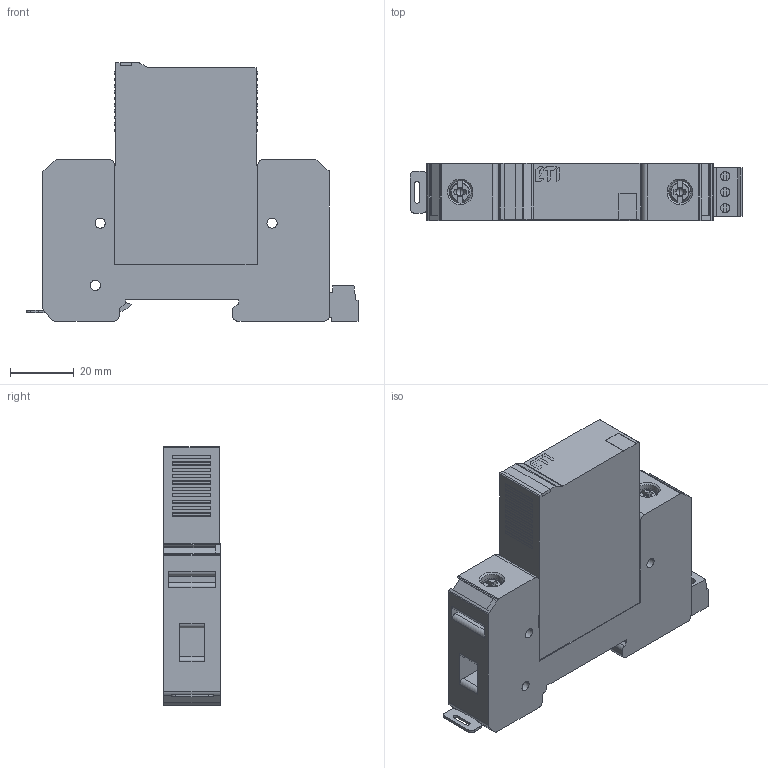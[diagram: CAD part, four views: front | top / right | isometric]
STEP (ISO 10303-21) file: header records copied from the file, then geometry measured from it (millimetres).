
FILE_DESCRIPTION((''),'2;1');
FILE_NAME('ASM0034_ASM','2021-02-01T',('marketing.praksa'),('Audax d.o.o.'),'CREO PARAMETRIC BY PTC INC, 2017480','CREO PARAMETRIC BY PTC INC, 2017480','');
FILE_SCHEMA(('AUTOMOTIVE_DESIGN { 1 0 10303 214 1 1 1 1 }'));
Products named in the file (27): ETITEC_V_T12_28012_5_1_0_1_1_15; ASM0006_ASM_1_ASM_1_1_2_3_ASM_1_ASM; FOR_DIN_1_1_2_3_4_5_1_1; FOR_DIN_1_1_2_3_4_5_2_1; FOR_DIN_1_1_2_3_4_5_3_1; FOR_DIN_1_1_2_3_4_5_ASM_1_ASM; 135_SCREW_1_1_2_3_1; PRT0009_1_1_2_3_1; ETITEC_V_T12_28012_5_1_0_1_1_16; PRT0008_1_1_1_1_1_2_3_1; ASM0003_ASM_1_1_ASM_1_ASM_1_1_1_ASM; ASM0007_ASM_1_ASM_1_1_2_3_ASM_1_ASM; ASM0009_ASM_1_1_2_3_ASM_1_ASM; TMP_DWG_65_1_1_1_2_1_2_3_1_1__1; TMP_DWG_65_1_2_1_2_1_2_3_1_1__1; TMP_DWG_65_1_3_1_2_1_2_3_1_1__1; ASM0011_1_ASM_1_1_2_3_ASM_1_ASM; LOGO_X-7_41_Y-4_55_ASM_1_1_2_3__ASM; PART1_ASM_1_1_2_3_ASM_1_ASM; ASM0027_ASM_1_ASM; RC_1_1_1; RC_SCREW_1; PRT0017_1; PRT0018_1; ASM0033_ASM_1_ASM; RC_ASM; ASM0034_ASM
Assembly tree (26 placements, depth 7):
  ASM0034_ASM
    ASM0027_ASM_1_ASM
      PART1_ASM_1_1_2_3_ASM_1_ASM
        ASM0006_ASM_1_ASM_1_1_2_3_ASM_1_ASM
          ETITEC_V_T12_28012_5_1_0_1_1_15
        FOR_DIN_1_1_2_3_4_5_ASM_1_ASM
          FOR_DIN_1_1_2_3_4_5_1_1
          FOR_DIN_1_1_2_3_4_5_2_1
          FOR_DIN_1_1_2_3_4_5_3_1
        135_SCREW_1_1_2_3_1
        PRT0009_1_1_2_3_1
        ASM0009_ASM_1_1_2_3_ASM_1_ASM
          ASM0007_ASM_1_ASM_1_1_2_3_ASM_1_ASM
            ASM0003_ASM_1_1_ASM_1_ASM_1_1_1_ASM
              ETITEC_V_T12_28012_5_1_0_1_1_16
              PRT0008_1_1_1_1_1_2_3_1
        LOGO_X-7_41_Y-4_55_ASM_1_1_2_3__ASM
          ASM0011_1_ASM_1_1_2_3_ASM_1_ASM
            TMP_DWG_65_1_1_1_2_1_2_3_1_1__1
            TMP_DWG_65_1_2_1_2_1_2_3_1_1__1
            TMP_DWG_65_1_3_1_2_1_2_3_1_1__1
    RC_ASM
      ASM0033_ASM_1_ASM
        RC_1_1_1
        RC_SCREW_1
        PRT0017_1
        PRT0018_1
Bounding box: 104.29 x 17.8 x 81.2 mm (x, y, z)
Volume: 96288.9 mm3; surface area: 26261.8 mm2
Topology: 15 solids, 15 shells, 481 faces, 1268 edges, 849 vertices
Faces by surface type: plane 329, cylinder 116, cone 20, bspline 8, sphere 4, torus 4
Entity records: 22112 total; most frequent: CARTESIAN_POINT 3549, DIRECTION 2617, ORIENTED_EDGE 2528, PRESENTATION_STYLE_ASSIGNMENT 1360, STYLED_ITEM 1306, CURVE_STYLE 1264, EDGE_CURVE 1264, VECTOR 875
